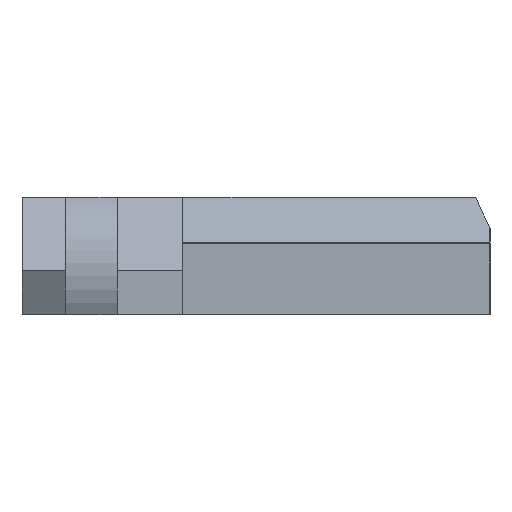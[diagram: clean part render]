
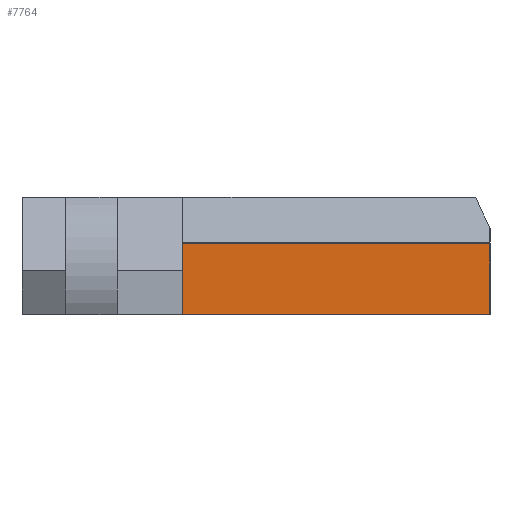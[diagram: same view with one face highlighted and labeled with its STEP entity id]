
A CAD part, left-side view. The second image highlights one B-rep face of the part: STEP entity #7764.
In plain terms, the highlighted planar face has unit normal (-1, 0, 0).
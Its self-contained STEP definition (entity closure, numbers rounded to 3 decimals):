
#1869 = PLANE('',#1870);
#1870 = AXIS2_PLACEMENT_3D('',#1871,#1872,#1873);
#1871 = CARTESIAN_POINT('',(-17.5,21.,0.));
#1872 = DIRECTION('',(0.,1.,0.));
#1873 = DIRECTION('',(0.,0.,1.));
#3627 = PLANE('',#3628);
#3628 = AXIS2_PLACEMENT_3D('',#3629,#3630,#3631);
#3629 = CARTESIAN_POINT('',(-17.5,0.,0.));
#3630 = DIRECTION('',(0.,0.,1.));
#3631 = DIRECTION('',(1.,0.,0.));
#4078 = VERTEX_POINT('',#4079);
#4079 = CARTESIAN_POINT('',(-17.5,21.,0.));
#4102 = EDGE_CURVE('',#4078,#4103,#4105,.T.);
#4103 = VERTEX_POINT('',#4104);
#4104 = CARTESIAN_POINT('',(-17.5,21.,4.902));
#4105 = SURFACE_CURVE('',#4106,(#4110,#4117),.PCURVE_S1.);
#4106 = LINE('',#4107,#4108);
#4107 = CARTESIAN_POINT('',(-17.5,21.,0.));
#4108 = VECTOR('',#4109,1.);
#4109 = DIRECTION('',(0.,0.,1.));
#4110 = PCURVE('',#1869,#4111);
#4111 = DEFINITIONAL_REPRESENTATION('',(#4112),#4116);
#4112 = LINE('',#4113,#4114);
#4113 = CARTESIAN_POINT('',(0.,0.));
#4114 = VECTOR('',#4115,1.);
#4115 = DIRECTION('',(1.,0.));
#4116 = ( GEOMETRIC_REPRESENTATION_CONTEXT(2) 
PARAMETRIC_REPRESENTATION_CONTEXT() REPRESENTATION_CONTEXT('2D SPACE',''
  ) );
#4117 = PCURVE('',#4118,#4123);
#4118 = PLANE('',#4119);
#4119 = AXIS2_PLACEMENT_3D('',#4120,#4121,#4122);
#4120 = CARTESIAN_POINT('',(-17.5,0.,0.));
#4121 = DIRECTION('',(1.,0.,0.));
#4122 = DIRECTION('',(0.,0.,1.));
#4123 = DEFINITIONAL_REPRESENTATION('',(#4124),#4128);
#4124 = LINE('',#4125,#4126);
#4125 = CARTESIAN_POINT('',(0.,-21.));
#4126 = VECTOR('',#4127,1.);
#4127 = DIRECTION('',(1.,0.));
#4128 = ( GEOMETRIC_REPRESENTATION_CONTEXT(2) 
PARAMETRIC_REPRESENTATION_CONTEXT() REPRESENTATION_CONTEXT('2D SPACE',''
  ) );
#4145 = PLANE('',#4146);
#4146 = AXIS2_PLACEMENT_3D('',#4147,#4148,#4149);
#4147 = CARTESIAN_POINT('',(-22.,-5.,7.));
#4148 = DIRECTION('',(0.423,0.,0.906));
#4149 = DIRECTION('',(0.906,0.,-0.423));
#6482 = PLANE('',#6483);
#6483 = AXIS2_PLACEMENT_3D('',#6484,#6485,#6486);
#6484 = CARTESIAN_POINT('',(-17.5,0.,0.));
#6485 = DIRECTION('',(0.,1.,0.));
#6486 = DIRECTION('',(0.,0.,1.));
#7309 = EDGE_CURVE('',#7310,#4078,#7312,.T.);
#7310 = VERTEX_POINT('',#7311);
#7311 = CARTESIAN_POINT('',(-17.5,0.,0.));
#7312 = SURFACE_CURVE('',#7313,(#7317,#7324),.PCURVE_S1.);
#7313 = LINE('',#7314,#7315);
#7314 = CARTESIAN_POINT('',(-17.5,0.,0.));
#7315 = VECTOR('',#7316,1.);
#7316 = DIRECTION('',(0.,1.,0.));
#7317 = PCURVE('',#3627,#7318);
#7318 = DEFINITIONAL_REPRESENTATION('',(#7319),#7323);
#7319 = LINE('',#7320,#7321);
#7320 = CARTESIAN_POINT('',(0.,0.));
#7321 = VECTOR('',#7322,1.);
#7322 = DIRECTION('',(0.,1.));
#7323 = ( GEOMETRIC_REPRESENTATION_CONTEXT(2) 
PARAMETRIC_REPRESENTATION_CONTEXT() REPRESENTATION_CONTEXT('2D SPACE',''
  ) );
#7324 = PCURVE('',#4118,#7325);
#7325 = DEFINITIONAL_REPRESENTATION('',(#7326),#7330);
#7326 = LINE('',#7327,#7328);
#7327 = CARTESIAN_POINT('',(0.,0.));
#7328 = VECTOR('',#7329,1.);
#7329 = DIRECTION('',(0.,-1.));
#7330 = ( GEOMETRIC_REPRESENTATION_CONTEXT(2) 
PARAMETRIC_REPRESENTATION_CONTEXT() REPRESENTATION_CONTEXT('2D SPACE',''
  ) );
#7725 = EDGE_CURVE('',#4103,#7726,#7728,.T.);
#7726 = VERTEX_POINT('',#7727);
#7727 = CARTESIAN_POINT('',(-17.5,0.,4.902));
#7728 = SURFACE_CURVE('',#7729,(#7733,#7739),.PCURVE_S1.);
#7729 = LINE('',#7730,#7731);
#7730 = CARTESIAN_POINT('',(-17.5,-2.5,4.902));
#7731 = VECTOR('',#7732,1.);
#7732 = DIRECTION('',(0.,-1.,0.));
#7733 = PCURVE('',#4145,#7734);
#7734 = DEFINITIONAL_REPRESENTATION('',(#7735),#7738);
#7735 = B_SPLINE_CURVE_WITH_KNOTS('',1,(#7736,#7737),.UNSPECIFIED.,.F.,
  .F.,(2,2),(-25.6,-0.4),.PIECEWISE_BEZIER_KNOTS.);
#7736 = CARTESIAN_POINT('',(4.965,28.1));
#7737 = CARTESIAN_POINT('',(4.965,2.9));
#7738 = ( GEOMETRIC_REPRESENTATION_CONTEXT(2) 
PARAMETRIC_REPRESENTATION_CONTEXT() REPRESENTATION_CONTEXT('2D SPACE',''
  ) );
#7739 = PCURVE('',#4118,#7740);
#7740 = DEFINITIONAL_REPRESENTATION('',(#7741),#7744);
#7741 = B_SPLINE_CURVE_WITH_KNOTS('',1,(#7742,#7743),.UNSPECIFIED.,.F.,
  .F.,(2,2),(-25.6,-0.4),.PIECEWISE_BEZIER_KNOTS.);
#7742 = CARTESIAN_POINT('',(4.902,-23.1));
#7743 = CARTESIAN_POINT('',(4.902,2.1));
#7744 = ( GEOMETRIC_REPRESENTATION_CONTEXT(2) 
PARAMETRIC_REPRESENTATION_CONTEXT() REPRESENTATION_CONTEXT('2D SPACE',''
  ) );
#7764 = ADVANCED_FACE('',(#7765),#4118,.F.);
#7765 = FACE_BOUND('',#7766,.F.);
#7766 = EDGE_LOOP('',(#7767,#7788,#7789,#7790));
#7767 = ORIENTED_EDGE('',*,*,#7768,.F.);
#7768 = EDGE_CURVE('',#7310,#7726,#7769,.T.);
#7769 = SURFACE_CURVE('',#7770,(#7774,#7781),.PCURVE_S1.);
#7770 = LINE('',#7771,#7772);
#7771 = CARTESIAN_POINT('',(-17.5,0.,0.));
#7772 = VECTOR('',#7773,1.);
#7773 = DIRECTION('',(0.,0.,1.));
#7774 = PCURVE('',#4118,#7775);
#7775 = DEFINITIONAL_REPRESENTATION('',(#7776),#7780);
#7776 = LINE('',#7777,#7778);
#7777 = CARTESIAN_POINT('',(0.,0.));
#7778 = VECTOR('',#7779,1.);
#7779 = DIRECTION('',(1.,0.));
#7780 = ( GEOMETRIC_REPRESENTATION_CONTEXT(2) 
PARAMETRIC_REPRESENTATION_CONTEXT() REPRESENTATION_CONTEXT('2D SPACE',''
  ) );
#7781 = PCURVE('',#6482,#7782);
#7782 = DEFINITIONAL_REPRESENTATION('',(#7783),#7787);
#7783 = LINE('',#7784,#7785);
#7784 = CARTESIAN_POINT('',(0.,0.));
#7785 = VECTOR('',#7786,1.);
#7786 = DIRECTION('',(1.,0.));
#7787 = ( GEOMETRIC_REPRESENTATION_CONTEXT(2) 
PARAMETRIC_REPRESENTATION_CONTEXT() REPRESENTATION_CONTEXT('2D SPACE',''
  ) );
#7788 = ORIENTED_EDGE('',*,*,#7309,.T.);
#7789 = ORIENTED_EDGE('',*,*,#4102,.T.);
#7790 = ORIENTED_EDGE('',*,*,#7725,.T.);
